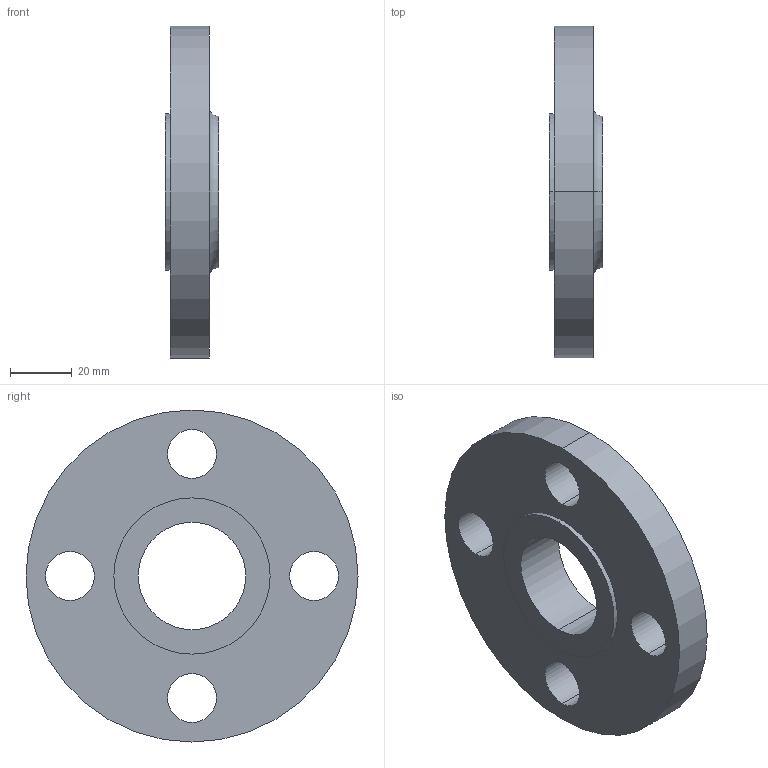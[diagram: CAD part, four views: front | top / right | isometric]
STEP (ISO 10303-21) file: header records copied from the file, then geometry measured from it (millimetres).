
FILE_DESCRIPTION (( 'STEP AP203' ), '1' );
FILE_NAME ('1_150_B165_RF_SOF.STEP', '2024-01-12T02:48:42', ( '' ), ( '' ), 'SwSTEP 2.0', 'SolidWorks 2023', '' );
FILE_SCHEMA (( 'CONFIG_CONTROL_DESIGN' ));
Length unit declared in the file: inch
Products named in the file (1): 1_150_B165_RF_SOF
Bounding box: 17.46 x 107.95 x 107.95 mm (x, y, z)
Volume: 99052.5 mm3; surface area: 24099.9 mm2
Topology: 1 solids, 1 shells, 20 faces, 48 edges, 32 vertices
Faces by surface type: cylinder 14, plane 4, torus 2
Entity records: 705 total; most frequent: DIRECTION 124, CARTESIAN_POINT 101, ORIENTED_EDGE 96, AXIS2_PLACEMENT_3D 55, EDGE_CURVE 48, CIRCLE 34, VERTEX_POINT 32, EDGE_LOOP 32
